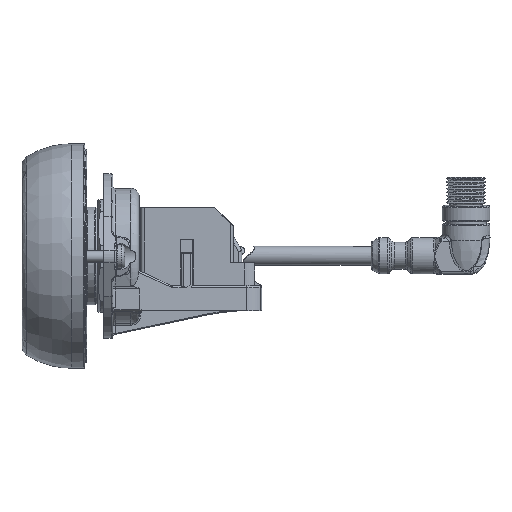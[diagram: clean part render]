
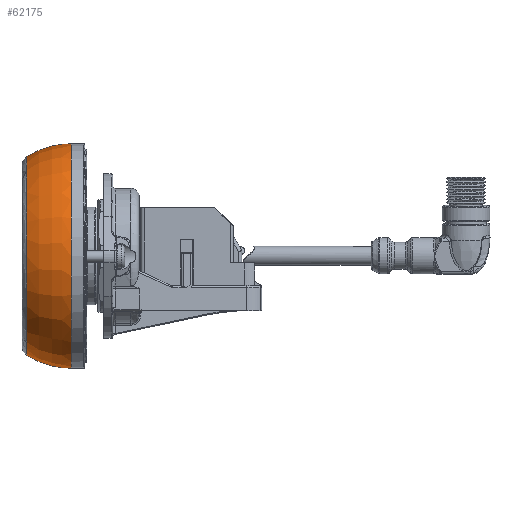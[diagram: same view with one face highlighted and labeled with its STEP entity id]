
A CAD part, left-side view. The second image highlights one B-rep face of the part: STEP entity #62175.
In plain terms, the highlighted toroidal (fillet/blend) face has major radius 9 mm and minor radius 25 mm.
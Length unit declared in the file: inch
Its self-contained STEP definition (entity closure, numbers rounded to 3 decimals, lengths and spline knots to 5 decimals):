
#4403 = CARTESIAN_POINT ( 'NONE',  ( -0.97111, 1.78394, 0.55939 ) ) ;
#7151 = DIRECTION ( 'NONE',  ( 1., 0., 0. ) ) ;
#9904 = AXIS2_PLACEMENT_3D ( 'NONE', #4403, #37293, #7151 ) ;
#12596 = VERTEX_POINT ( 'NONE', #138106 ) ;
#13866 = ORIENTED_EDGE ( 'NONE', *, *, #95361, .T. ) ;
#24015 = FACE_OUTER_BOUND ( 'NONE', #45521, .T. ) ;
#37293 = DIRECTION ( 'NONE',  ( 0., -1., 0. ) ) ;
#38099 = DIRECTION ( 'NONE',  ( 0.006, 0., -1. ) ) ;
#43331 = ORIENTED_EDGE ( 'NONE', *, *, #105669, .T. ) ;
#45521 = EDGE_LOOP ( 'NONE', ( #43331 ) ) ;
#55137 = AXIS2_PLACEMENT_3D ( 'NONE', #114502, #101964, #38099 ) ;
#57448 = CARTESIAN_POINT ( 'NONE',  ( -0.96281, 1.78394, -0.77917 ) ) ;
#57469 = CIRCLE ( 'NONE', #55137, 1.182 ) ;
#62175 = ADVANCED_FACE ( 'NONE', ( #129875, #24015 ), #99353, .T. ) ;
#80102 = DIRECTION ( 'NONE',  ( 0., 1., 0. ) ) ;
#95361 = EDGE_CURVE ( 'NONE', #12596, #12596, #57469, .T. ) ;
#99353 = TOROIDAL_SURFACE ( 'NONE', #9904, 0.35433, 0.98425 ) ;
#99746 = DIRECTION ( 'NONE',  ( 0.006, 0., -1. ) ) ;
#101964 = DIRECTION ( 'NONE',  ( 0., -1., 0. ) ) ;
#105669 = EDGE_CURVE ( 'NONE', #122587, #122587, #110262, .T. ) ;
#110262 = CIRCLE ( 'NONE', #119201, 1.33858 ) ;
#114502 = CARTESIAN_POINT ( 'NONE',  ( -0.97111, 2.3166, 0.55939 ) ) ;
#119201 = AXIS2_PLACEMENT_3D ( 'NONE', #130542, #80102, #99746 ) ;
#122587 = VERTEX_POINT ( 'NONE', #57448 ) ;
#123053 = EDGE_LOOP ( 'NONE', ( #13866 ) ) ;
#129875 = FACE_OUTER_BOUND ( 'NONE', #123053, .T. ) ;
#130542 = CARTESIAN_POINT ( 'NONE',  ( -0.97111, 1.78394, 0.55939 ) ) ;
#138106 = CARTESIAN_POINT ( 'NONE',  ( -0.96378, 2.3166, -0.62258 ) ) ;
